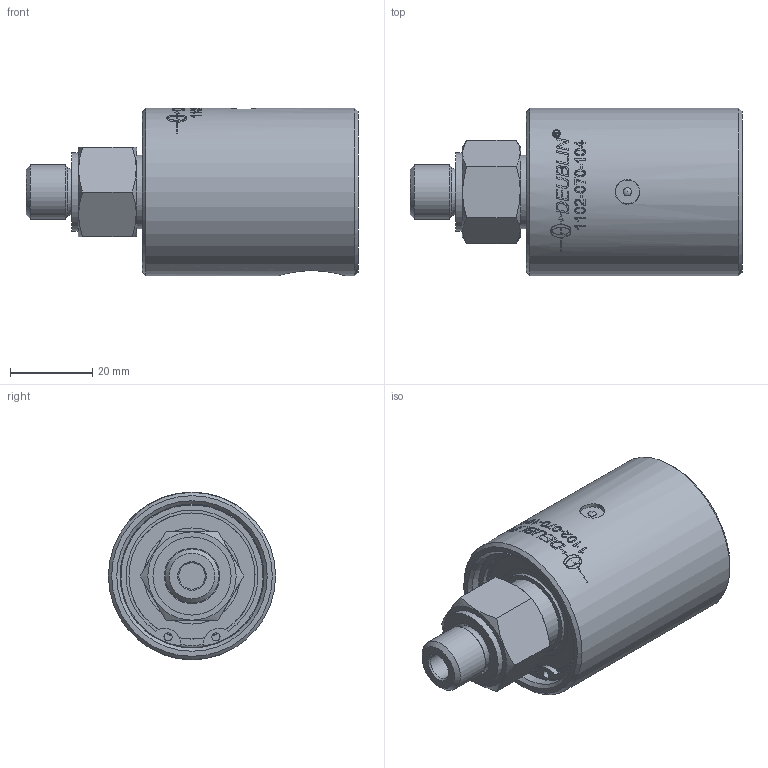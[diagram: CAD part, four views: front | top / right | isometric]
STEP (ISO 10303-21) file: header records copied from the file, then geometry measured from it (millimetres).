
FILE_DESCRIPTION(/* description */ (''),/* implementation_level */ '2;1');
FILE_NAME(/* name */ '1102-070-104-IC.stp',/* time_stamp */ '2020-05-13T15:53:07-05:00',/* author */ ('Moorera'),/* organization */ (''),/* preprocessor_version */ 'ST-DEVELOPER v18.1',/* originating_system */ 'Autodesk Inventor 2020',/* authorisation */ '');
FILE_SCHEMA (('AUTOMOTIVE_DESIGN { 1 0 10303 214 3 1 1 }'));
Length unit declared in the file: millimetre
Products named in the file (1): 1102-070-104-IC
Bounding box: 80.84 x 40.71 x 40.71 mm (x, y, z)
Volume: 70813.1 mm3; surface area: 13996.6 mm2
Topology: 1 solids, 1 shells, 407 faces, 1098 edges, 732 vertices
Faces by surface type: plane 223, bspline 105, cylinder 59, cone 14, torus 5, sphere 1
Full cylindrical faces by diameter (mm): 1.981 x2, 5.75 x1, 6 x1, 6.4 x1, 10.719 x1, 13.157 x1, 13.5 x1, 17.85 x1, 19 x1, 23.38 x1, 30.7 x2, 35 x1, 35.05 x1, 37.54 x1, 40.71 x1
Entity records: 16131 total; most frequent: CARTESIAN_POINT 6038, ORIENTED_EDGE 2194, DIRECTION 1919, EDGE_CURVE 1097, AXIS2_PLACEMENT_3D 755, VERTEX_POINT 732, EDGE_LOOP 457, LINE 409
